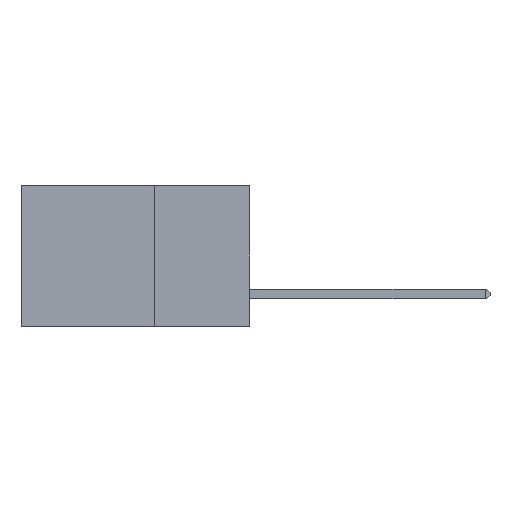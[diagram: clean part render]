
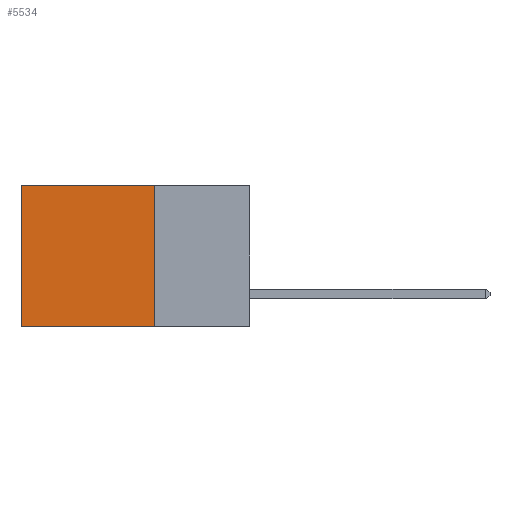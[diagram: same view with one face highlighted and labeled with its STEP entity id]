
A CAD part, left-side view. The second image highlights one B-rep face of the part: STEP entity #5534.
In plain terms, the highlighted planar face has unit normal (-1, 0, 0).
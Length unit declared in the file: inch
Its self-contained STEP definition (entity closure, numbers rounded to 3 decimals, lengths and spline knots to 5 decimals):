
#365 = DIRECTION ( 'NONE',  ( 0., 1., 0. ) ) ;
#1586 = ORIENTED_EDGE ( 'NONE', *, *, #24774, .T. ) ;
#1786 = EDGE_CURVE ( 'NONE', #19512, #9496, #33440, .T. ) ;
#2886 = DIRECTION ( 'NONE',  ( 0., 0., -1. ) ) ;
#5534 = ADVANCED_FACE ( 'NONE', ( #28716 ), #9569, .F. ) ;
#6612 = EDGE_CURVE ( 'NONE', #14808, #19512, #9480, .T. ) ;
#6795 = VERTEX_POINT ( 'NONE', #25441 ) ;
#9480 = LINE ( 'NONE', #22032, #30668 ) ;
#9496 = VERTEX_POINT ( 'NONE', #17067 ) ;
#9569 = PLANE ( 'NONE',  #19614 ) ;
#10290 = CARTESIAN_POINT ( 'NONE',  ( 0.2875, 0.25, 0. ) ) ;
#12345 = CARTESIAN_POINT ( 'NONE',  ( 0.2875, 0.25, 0. ) ) ;
#12986 = VECTOR ( 'NONE', #365, 39.37008 ) ;
#13227 = CARTESIAN_POINT ( 'NONE',  ( 0.2875, 0.6, 0. ) ) ;
#14808 = VERTEX_POINT ( 'NONE', #10290 ) ;
#15098 = DIRECTION ( 'NONE',  ( 1., 0., 0. ) ) ;
#15580 = LINE ( 'NONE', #13227, #23433 ) ;
#17067 = CARTESIAN_POINT ( 'NONE',  ( 0.2875, 0.6, -0.37 ) ) ;
#17163 = CARTESIAN_POINT ( 'NONE',  ( 0.2875, 0.25, -0.37 ) ) ;
#18351 = ORIENTED_EDGE ( 'NONE', *, *, #1786, .F. ) ;
#19512 = VERTEX_POINT ( 'NONE', #17163 ) ;
#19614 = AXIS2_PLACEMENT_3D ( 'NONE', #12345, #15098, #33412 ) ;
#19647 = EDGE_LOOP ( 'NONE', ( #1586, #18351, #29556, #27515 ) ) ;
#22032 = CARTESIAN_POINT ( 'NONE',  ( 0.2875, 0.25, 0. ) ) ;
#23433 = VECTOR ( 'NONE', #29003, 39.37008 ) ;
#24080 = DIRECTION ( 'NONE',  ( 0., 1., 0. ) ) ;
#24774 = EDGE_CURVE ( 'NONE', #6795, #9496, #15580, .T. ) ;
#25259 = CARTESIAN_POINT ( 'NONE',  ( 0.2875, 0.25, -0.37 ) ) ;
#25441 = CARTESIAN_POINT ( 'NONE',  ( 0.2875, 0.6, 0. ) ) ;
#26598 = VECTOR ( 'NONE', #24080, 39.37008 ) ;
#27105 = EDGE_CURVE ( 'NONE', #14808, #6795, #33958, .T. ) ;
#27515 = ORIENTED_EDGE ( 'NONE', *, *, #27105, .T. ) ;
#28716 = FACE_OUTER_BOUND ( 'NONE', #19647, .T. ) ;
#29003 = DIRECTION ( 'NONE',  ( 0., 0., -1. ) ) ;
#29556 = ORIENTED_EDGE ( 'NONE', *, *, #6612, .F. ) ;
#30668 = VECTOR ( 'NONE', #2886, 39.37008 ) ;
#32511 = CARTESIAN_POINT ( 'NONE',  ( 0.2875, 0.25, 0. ) ) ;
#33412 = DIRECTION ( 'NONE',  ( 0., 0., -1. ) ) ;
#33440 = LINE ( 'NONE', #25259, #26598 ) ;
#33958 = LINE ( 'NONE', #32511, #12986 ) ;
